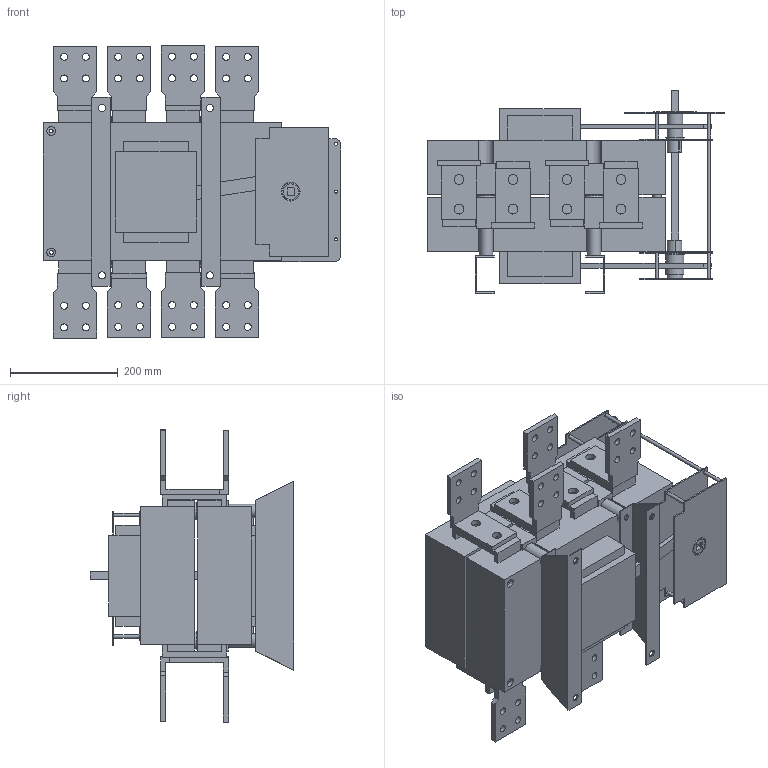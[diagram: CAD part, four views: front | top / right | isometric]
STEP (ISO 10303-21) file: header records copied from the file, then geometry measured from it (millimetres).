
FILE_DESCRIPTION((''),'2;1');
FILE_NAME('Int S5000-2000A-2500A 3P+N.stp','2013-01-10T15:11:22',('ehs'),(''),'Autodesk Inventor 2010','Autodesk Inventor 2010','');
FILE_SCHEMA(('AUTOMOTIVE_DESIGN { 1 0 10303 214 1 1 1 1 }'));
Length unit declared in the file: millimetre
Products named in the file (1): Int S5000-2000A-2500A 3P+N
Bounding box: 551.5 x 376.5 x 541.4 mm (x, y, z)
Volume: 28294000.3 mm3; surface area: 1764340.6 mm2
Topology: 2 solids, 2 shells, 595 faces, 1646 edges, 1103 vertices
Faces by surface type: plane 424, cylinder 79, bspline 76, cone 16
Full cylindrical faces by diameter (mm): 5.5 x6, 6.5 x10, 7 x4, 10.5 x4, 11 x8, 13 x4, 16 x6, 25 x4, 29 x2, 29.1 x2, 33.1 x2, 34 x3, 35 x1, 80 x1
Entity records: 19245 total; most frequent: CARTESIAN_POINT 4318, ORIENTED_EDGE 2884, DIRECTION 2784, EDGE_CURVE 1442, VECTOR 1092, LINE 1092, VERTEX_POINT 1036, EDGE_LOOP 974
